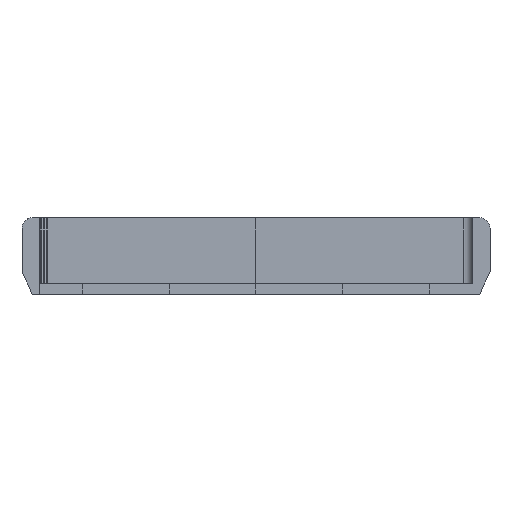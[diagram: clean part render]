
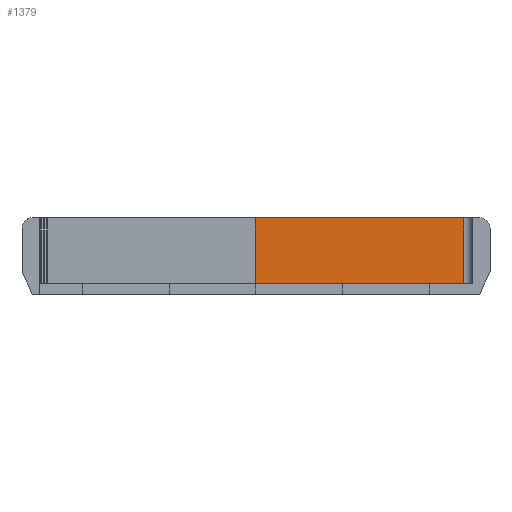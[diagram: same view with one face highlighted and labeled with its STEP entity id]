
A CAD part, left-side view. The second image highlights one B-rep face of the part: STEP entity #1379.
In plain terms, the highlighted planar face has unit normal (-1, 0, 0).
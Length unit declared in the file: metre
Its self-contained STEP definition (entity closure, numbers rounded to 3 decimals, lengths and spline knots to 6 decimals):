
#207=ORIENTED_EDGE('',*,*,#557,.T.);
#208=ORIENTED_EDGE('',*,*,#517,.T.);
#209=ORIENTED_EDGE('',*,*,#558,.F.);
#210=ORIENTED_EDGE('',*,*,#559,.F.);
#517=EDGE_CURVE('',#700,#699,#836,.T.);
#557=EDGE_CURVE('',#737,#700,#871,.T.);
#558=EDGE_CURVE('',#738,#699,#872,.T.);
#559=EDGE_CURVE('',#737,#738,#873,.T.);
#699=VERTEX_POINT('',#2047);
#700=VERTEX_POINT('',#2049);
#737=VERTEX_POINT('',#2129);
#738=VERTEX_POINT('',#2131);
#836=LINE('',#2048,#1010);
#871=LINE('',#2128,#1045);
#872=LINE('',#2130,#1046);
#873=LINE('',#2132,#1047);
#1010=VECTOR('',#1651,1.);
#1045=VECTOR('',#1702,1.);
#1046=VECTOR('',#1703,1.);
#1047=VECTOR('',#1704,1.);
#1153=EDGE_LOOP('',(#207,#208,#209,#210));
#1243=FACE_BOUND('',#1153,.T.);
#1321=PLANE('',#1477);
#1379=ADVANCED_FACE('',(#1243),#1321,.F.);
#1477=AXIS2_PLACEMENT_3D('',#2127,#1700,#1701);
#1651=DIRECTION('',(0.,-1.,0.));
#1700=DIRECTION('',(1.,0.,0.));
#1701=DIRECTION('',(0.,1.,0.));
#1702=DIRECTION('',(0.,0.,-1.));
#1703=DIRECTION('',(0.,0.,-1.));
#1704=DIRECTION('',(0.,-1.,0.));
#2047=CARTESIAN_POINT('',(0.14145,-0.070453,0.003));
#2048=CARTESIAN_POINT('',(0.141463,-0.04046,0.003));
#2049=CARTESIAN_POINT('',(0.141476,-0.010466,0.003));
#2127=CARTESIAN_POINT('',(0.141463,-0.04046,0.022));
#2128=CARTESIAN_POINT('',(0.141476,-0.010466,0.022));
#2129=CARTESIAN_POINT('',(0.141476,-0.010466,0.022));
#2130=CARTESIAN_POINT('',(0.14145,-0.070453,0.022));
#2131=CARTESIAN_POINT('',(0.14145,-0.070453,0.022));
#2132=CARTESIAN_POINT('',(0.141463,-0.04046,0.022));
